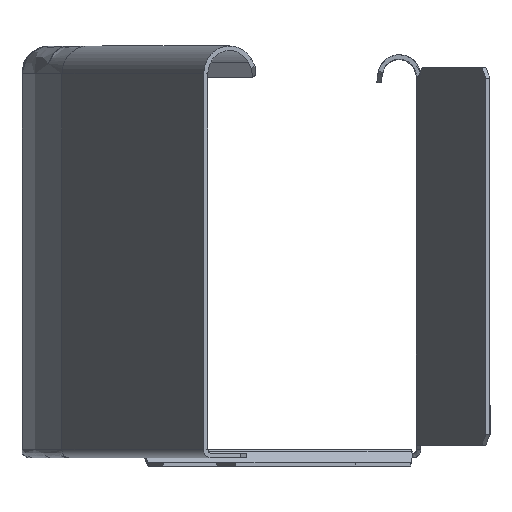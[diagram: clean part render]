
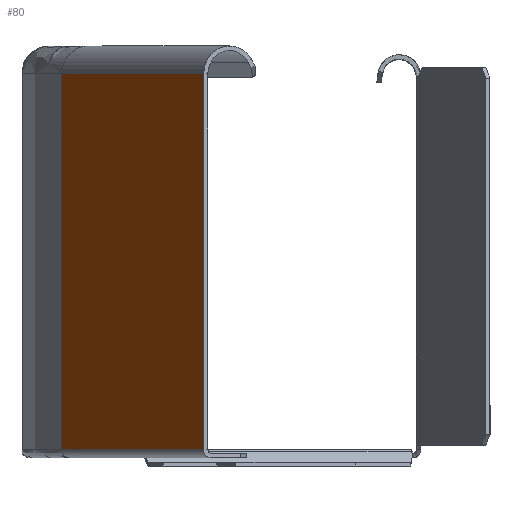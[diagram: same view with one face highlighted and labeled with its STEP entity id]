
A CAD part, left-side view. The second image highlights one B-rep face of the part: STEP entity #80.
In plain terms, the highlighted planar face has unit normal (-0.383, 0.924, 0).
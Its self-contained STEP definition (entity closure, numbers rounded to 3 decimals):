
#80=ADVANCED_FACE('',(#229),#2181,.T.);
#229=FACE_OUTER_BOUND('',#378,.T.);
#378=EDGE_LOOP('',(#739,#740,#741,#742));
#739=ORIENTED_EDGE('',*,*,#1314,.F.);
#740=ORIENTED_EDGE('',*,*,#1315,.F.);
#741=ORIENTED_EDGE('',*,*,#1312,.F.);
#742=ORIENTED_EDGE('',*,*,#1313,.F.);
#1312=EDGE_CURVE('',#1963,#1964,#1649,.T.);
#1313=EDGE_CURVE('',#1965,#1963,#1650,.T.);
#1314=EDGE_CURVE('',#1966,#1965,#1651,.T.);
#1315=EDGE_CURVE('',#1964,#1966,#1652,.T.);
#1649=B_SPLINE_CURVE_WITH_KNOTS('',1,(#3942,#3943),.UNSPECIFIED.,.F.,.F.,
(2,2),(0.,104.5),.UNSPECIFIED.);
#1650=B_SPLINE_CURVE_WITH_KNOTS('',1,(#3944,#3945),.UNSPECIFIED.,.F.,.F.,
(2,2),(-103.,0.),.UNSPECIFIED.);
#1651=B_SPLINE_CURVE_WITH_KNOTS('',1,(#3946,#3947),.UNSPECIFIED.,.F.,.F.,
(2,2),(-104.5,0.),.UNSPECIFIED.);
#1652=B_SPLINE_CURVE_WITH_KNOTS('',1,(#3948,#3949),.UNSPECIFIED.,.F.,.F.,
(2,2),(0.,103.),.UNSPECIFIED.);
#1963=VERTEX_POINT('',#3882);
#1964=VERTEX_POINT('',#3883);
#1965=VERTEX_POINT('',#3884);
#1966=VERTEX_POINT('',#3885);
#2181=PLANE('',#2461);
#2461=AXIS2_PLACEMENT_3D('',#3283,#2570,$);
#2570=DIRECTION('',(-0.383,0.924,0.));
#3283=CARTESIAN_POINT('',(-240.904,21.626,-5.951));
#3882=CARTESIAN_POINT('',(-136.227,64.984,4.5));
#3883=CARTESIAN_POINT('',(-136.227,64.984,109.));
#3884=CARTESIAN_POINT('',(-231.387,25.568,4.5));
#3885=CARTESIAN_POINT('',(-231.387,25.568,109.));
#3942=CARTESIAN_POINT('',(-136.227,64.984,4.5));
#3943=CARTESIAN_POINT('',(-136.227,64.984,109.));
#3944=CARTESIAN_POINT('',(-231.387,25.568,4.5));
#3945=CARTESIAN_POINT('',(-136.227,64.984,4.5));
#3946=CARTESIAN_POINT('',(-231.387,25.568,109.));
#3947=CARTESIAN_POINT('',(-231.387,25.568,4.5));
#3948=CARTESIAN_POINT('',(-136.227,64.984,109.));
#3949=CARTESIAN_POINT('',(-231.387,25.568,109.));
